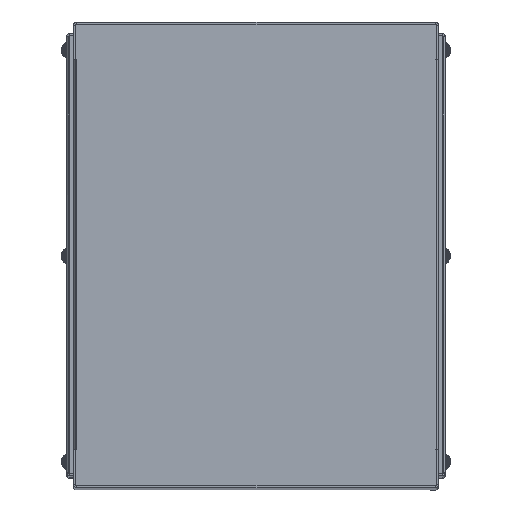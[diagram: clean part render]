
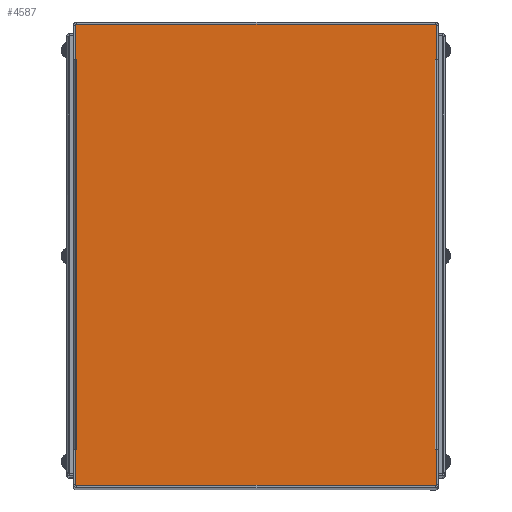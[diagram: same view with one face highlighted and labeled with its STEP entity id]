
A CAD part, top view. The second image highlights one B-rep face of the part: STEP entity #4587.
In plain terms, the highlighted planar face has unit normal (0, 0, 1).
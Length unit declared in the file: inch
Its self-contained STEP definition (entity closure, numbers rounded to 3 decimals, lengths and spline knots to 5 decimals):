
#662=LINE('',#6819,#958);
#677=LINE('',#6855,#973);
#680=LINE('',#6862,#976);
#684=LINE('',#6869,#980);
#686=LINE('',#6873,#982);
#687=LINE('',#6875,#983);
#688=LINE('',#6877,#984);
#689=LINE('',#6879,#985);
#690=LINE('',#6881,#986);
#691=LINE('',#6883,#987);
#692=LINE('',#6885,#988);
#693=LINE('',#6887,#989);
#694=LINE('',#6889,#990);
#695=LINE('',#6891,#991);
#696=LINE('',#6893,#992);
#697=LINE('',#6895,#993);
#698=LINE('',#6897,#994);
#699=LINE('',#6899,#995);
#700=LINE('',#6901,#996);
#701=LINE('',#6902,#997);
#958=VECTOR('',#5435,13.515);
#973=VECTOR('',#5474,0.0002);
#976=VECTOR('',#5479,0.03145);
#980=VECTOR('',#5485,0.0002);
#982=VECTOR('',#5489,0.0002);
#983=VECTOR('',#5490,0.0002);
#984=VECTOR('',#5491,0.03145);
#985=VECTOR('',#5492,1.2308);
#986=VECTOR('',#5493,12.477);
#987=VECTOR('',#5494,1.2308);
#988=VECTOR('',#5495,0.03145);
#989=VECTOR('',#5496,0.0002);
#990=VECTOR('',#5497,0.0002);
#991=VECTOR('',#5498,13.515);
#992=VECTOR('',#5499,0.0002);
#993=VECTOR('',#5500,0.0002);
#994=VECTOR('',#5501,0.03145);
#995=VECTOR('',#5502,1.2308);
#996=VECTOR('',#5503,12.477);
#997=VECTOR('',#5504,1.2308);
#1647=PLANE('',#4869);
#1797=FACE_OUTER_BOUND('',#2063,.T.);
#2063=EDGE_LOOP('',(#3543,#3544,#3545,#3546,#3547,#3548,#3549,#3550,#3551,
#3552,#3553,#3554,#3555,#3556,#3557,#3558,#3559,#3560,#3561,#3562));
#2590=VERTEX_POINT('',#6816);
#2591=VERTEX_POINT('',#6818);
#2600=VERTEX_POINT('',#6854);
#2602=VERTEX_POINT('',#6860);
#2603=VERTEX_POINT('',#6861);
#2606=VERTEX_POINT('',#6872);
#2607=VERTEX_POINT('',#6874);
#2608=VERTEX_POINT('',#6876);
#2609=VERTEX_POINT('',#6878);
#2610=VERTEX_POINT('',#6880);
#2611=VERTEX_POINT('',#6882);
#2612=VERTEX_POINT('',#6884);
#2613=VERTEX_POINT('',#6886);
#2614=VERTEX_POINT('',#6888);
#2615=VERTEX_POINT('',#6890);
#2616=VERTEX_POINT('',#6892);
#2617=VERTEX_POINT('',#6894);
#2618=VERTEX_POINT('',#6896);
#2619=VERTEX_POINT('',#6898);
#2620=VERTEX_POINT('',#6900);
#2948=EDGE_CURVE('',#2591,#2590,#662,.T.);
#2966=EDGE_CURVE('',#2600,#2591,#677,.T.);
#2969=EDGE_CURVE('',#2602,#2603,#680,.T.);
#2973=EDGE_CURVE('',#2603,#2600,#684,.T.);
#2975=EDGE_CURVE('',#2590,#2606,#686,.T.);
#2976=EDGE_CURVE('',#2606,#2607,#687,.T.);
#2977=EDGE_CURVE('',#2607,#2608,#688,.T.);
#2978=EDGE_CURVE('',#2609,#2608,#689,.T.);
#2979=EDGE_CURVE('',#2610,#2609,#690,.T.);
#2980=EDGE_CURVE('',#2611,#2610,#691,.T.);
#2981=EDGE_CURVE('',#2611,#2612,#692,.T.);
#2982=EDGE_CURVE('',#2612,#2613,#693,.T.);
#2983=EDGE_CURVE('',#2613,#2614,#694,.T.);
#2984=EDGE_CURVE('',#2614,#2615,#695,.T.);
#2985=EDGE_CURVE('',#2615,#2616,#696,.T.);
#2986=EDGE_CURVE('',#2616,#2617,#697,.T.);
#2987=EDGE_CURVE('',#2617,#2618,#698,.T.);
#2988=EDGE_CURVE('',#2619,#2618,#699,.T.);
#2989=EDGE_CURVE('',#2620,#2619,#700,.T.);
#2990=EDGE_CURVE('',#2602,#2620,#701,.T.);
#3543=ORIENTED_EDGE('',*,*,#2969,.T.);
#3544=ORIENTED_EDGE('',*,*,#2973,.T.);
#3545=ORIENTED_EDGE('',*,*,#2966,.T.);
#3546=ORIENTED_EDGE('',*,*,#2948,.T.);
#3547=ORIENTED_EDGE('',*,*,#2975,.T.);
#3548=ORIENTED_EDGE('',*,*,#2976,.T.);
#3549=ORIENTED_EDGE('',*,*,#2977,.T.);
#3550=ORIENTED_EDGE('',*,*,#2978,.F.);
#3551=ORIENTED_EDGE('',*,*,#2979,.F.);
#3552=ORIENTED_EDGE('',*,*,#2980,.F.);
#3553=ORIENTED_EDGE('',*,*,#2981,.T.);
#3554=ORIENTED_EDGE('',*,*,#2982,.T.);
#3555=ORIENTED_EDGE('',*,*,#2983,.T.);
#3556=ORIENTED_EDGE('',*,*,#2984,.T.);
#3557=ORIENTED_EDGE('',*,*,#2985,.T.);
#3558=ORIENTED_EDGE('',*,*,#2986,.T.);
#3559=ORIENTED_EDGE('',*,*,#2987,.T.);
#3560=ORIENTED_EDGE('',*,*,#2988,.F.);
#3561=ORIENTED_EDGE('',*,*,#2989,.F.);
#3562=ORIENTED_EDGE('',*,*,#2990,.F.);
#4587=ADVANCED_FACE('',(#1797),#1647,.T.);
#4869=AXIS2_PLACEMENT_3D('',#6871,#5487,#5488);
#5435=DIRECTION('',(0.,-1.,0.));
#5474=DIRECTION('',(-1.,0.,0.));
#5479=DIRECTION('',(1.,0.,0.));
#5485=DIRECTION('',(0.,-1.,0.));
#5487=DIRECTION('center_axis',(0.,0.,1.));
#5488=DIRECTION('ref_axis',(1.,0.,0.));
#5489=DIRECTION('',(1.,0.,0.));
#5490=DIRECTION('',(0.,-1.,0.));
#5491=DIRECTION('',(-1.,0.,0.));
#5492=DIRECTION('',(0.,1.,0.));
#5493=DIRECTION('',(-1.,0.,0.));
#5494=DIRECTION('',(0.,-1.,0.));
#5495=DIRECTION('',(-1.,0.,0.));
#5496=DIRECTION('',(0.,1.,0.));
#5497=DIRECTION('',(1.,0.,0.));
#5498=DIRECTION('',(0.,1.,0.));
#5499=DIRECTION('',(-1.,0.,0.));
#5500=DIRECTION('',(0.,1.,0.));
#5501=DIRECTION('',(1.,0.,0.));
#5502=DIRECTION('',(0.,-1.,0.));
#5503=DIRECTION('',(1.,0.,0.));
#5504=DIRECTION('',(0.,1.,0.));
#6816=CARTESIAN_POINT('',(-6.20725,-6.7575,0.074));
#6818=CARTESIAN_POINT('',(-6.20725,6.7575,0.074));
#6819=CARTESIAN_POINT('',(-6.20725,3.37875,0.074));
#6854=CARTESIAN_POINT('',(-6.20705,6.7575,0.074));
#6855=CARTESIAN_POINT('',(-3.10353,6.7575,0.074));
#6860=CARTESIAN_POINT('',(-6.2385,6.7577,0.074));
#6861=CARTESIAN_POINT('',(-6.20705,6.7577,0.074));
#6862=CARTESIAN_POINT('',(-3.11925,6.7577,0.074));
#6869=CARTESIAN_POINT('',(-6.20705,3.37885,0.074));
#6871=CARTESIAN_POINT('Origin',(0.,0.,
0.074));
#6872=CARTESIAN_POINT('',(-6.20705,-6.7575,0.074));
#6873=CARTESIAN_POINT('',(-3.11925,-6.7575,0.074));
#6874=CARTESIAN_POINT('',(-6.20705,-6.7577,0.074));
#6875=CARTESIAN_POINT('',(-6.20705,-3.37875,0.074));
#6876=CARTESIAN_POINT('',(-6.2385,-6.7577,0.074));
#6877=CARTESIAN_POINT('',(-3.10353,-6.7577,0.074));
#6878=CARTESIAN_POINT('',(-6.2385,-7.9885,0.074));
#6879=CARTESIAN_POINT('',(-6.2385,-7.9885,0.074));
#6880=CARTESIAN_POINT('',(6.2385,-7.9885,0.074));
#6881=CARTESIAN_POINT('',(6.2385,-7.9885,0.074));
#6882=CARTESIAN_POINT('',(6.2385,-6.7577,0.074));
#6883=CARTESIAN_POINT('',(6.2385,7.9885,0.074));
#6884=CARTESIAN_POINT('',(6.20705,-6.7577,0.074));
#6885=CARTESIAN_POINT('',(3.11925,-6.7577,0.074));
#6886=CARTESIAN_POINT('',(6.20705,-6.7575,0.074));
#6887=CARTESIAN_POINT('',(6.20705,-3.37885,0.074));
#6888=CARTESIAN_POINT('',(6.20725,-6.7575,0.074));
#6889=CARTESIAN_POINT('',(3.10353,-6.7575,0.074));
#6890=CARTESIAN_POINT('',(6.20725,6.7575,0.074));
#6891=CARTESIAN_POINT('',(6.20725,-3.37875,0.074));
#6892=CARTESIAN_POINT('',(6.20705,6.7575,0.074));
#6893=CARTESIAN_POINT('',(3.11925,6.7575,0.074));
#6894=CARTESIAN_POINT('',(6.20705,6.7577,0.074));
#6895=CARTESIAN_POINT('',(6.20705,3.37875,0.074));
#6896=CARTESIAN_POINT('',(6.2385,6.7577,0.074));
#6897=CARTESIAN_POINT('',(3.10353,6.7577,0.074));
#6898=CARTESIAN_POINT('',(6.2385,7.9885,0.074));
#6899=CARTESIAN_POINT('',(6.2385,7.9885,0.074));
#6900=CARTESIAN_POINT('',(-6.2385,7.9885,0.074));
#6901=CARTESIAN_POINT('',(-6.2385,7.9885,0.074));
#6902=CARTESIAN_POINT('',(-6.2385,-7.9885,0.074));
